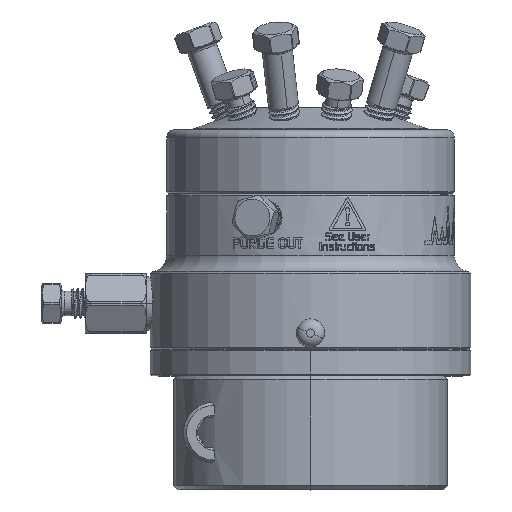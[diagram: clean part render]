
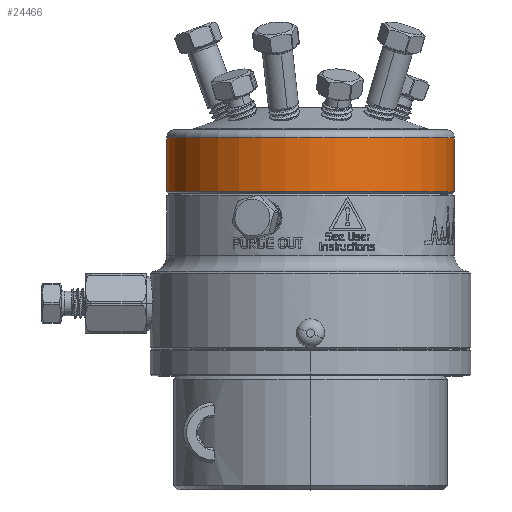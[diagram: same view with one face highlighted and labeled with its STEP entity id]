
A CAD part, top view. The second image highlights one B-rep face of the part: STEP entity #24466.
In plain terms, the highlighted cylindrical face has radius 22.479 mm (diameter 44.958 mm), a partial arc.
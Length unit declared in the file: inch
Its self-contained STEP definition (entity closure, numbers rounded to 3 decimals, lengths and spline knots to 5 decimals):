
#655 = ORIENTED_EDGE ( 'NONE', *, *, #11706, .F. ) ;
#708 = AXIS2_PLACEMENT_3D ( 'NONE', #90813, #14017, #8459 ) ;
#1004 = VERTEX_POINT ( 'NONE', #28960 ) ;
#1173 = LINE ( 'NONE', #35671, #15587 ) ;
#3513 = DIRECTION ( 'NONE',  ( 0., -1., 0. ) ) ;
#3968 = CARTESIAN_POINT ( 'NONE',  ( 0., 0.34, 0. ) ) ;
#5290 = CARTESIAN_POINT ( 'NONE',  ( 0.885, 0.015, 0. ) ) ;
#7623 = DIRECTION ( 'NONE',  ( 0., -1., 0. ) ) ;
#8459 = DIRECTION ( 'NONE',  ( 1., 0., 0. ) ) ;
#11366 = ORIENTED_EDGE ( 'NONE', *, *, #78830, .T. ) ;
#11706 = EDGE_CURVE ( 'NONE', #1004, #28664, #53109, .T. ) ;
#12206 = CYLINDRICAL_SURFACE ( 'NONE', #20990, 0.885 ) ;
#14017 = DIRECTION ( 'NONE',  ( 0., 1., 0. ) ) ;
#15587 = VECTOR ( 'NONE', #7623, 39.37008 ) ;
#19562 = FACE_OUTER_BOUND ( 'NONE', #86733, .T. ) ;
#20990 = AXIS2_PLACEMENT_3D ( 'NONE', #46682, #62306, #74724 ) ;
#24466 = ADVANCED_FACE ( 'NONE', ( #19562 ), #12206, .T. ) ;
#28664 = VERTEX_POINT ( 'NONE', #50349 ) ;
#28960 = CARTESIAN_POINT ( 'NONE',  ( 0.885, 0.34, 0. ) ) ;
#33818 = AXIS2_PLACEMENT_3D ( 'NONE', #3968, #3513, #38437 ) ;
#34024 = EDGE_CURVE ( 'NONE', #72096, #52410, #1173, .T. ) ;
#35671 = CARTESIAN_POINT ( 'NONE',  ( -0.885, 0.015, 0. ) ) ;
#38437 = DIRECTION ( 'NONE',  ( 1., 0., 0. ) ) ;
#40932 = VECTOR ( 'NONE', #47575, 39.37008 ) ;
#41814 = CIRCLE ( 'NONE', #708, 0.885 ) ;
#44420 = EDGE_CURVE ( 'NONE', #52410, #28664, #41814, .T. ) ;
#46682 = CARTESIAN_POINT ( 'NONE',  ( 0., 0.015, 0. ) ) ;
#47575 = DIRECTION ( 'NONE',  ( 0., -1., 0. ) ) ;
#48799 = CARTESIAN_POINT ( 'NONE',  ( -0.885, 0.01, 0. ) ) ;
#50349 = CARTESIAN_POINT ( 'NONE',  ( 0.885, 0.01, 0. ) ) ;
#52410 = VERTEX_POINT ( 'NONE', #48799 ) ;
#53109 = LINE ( 'NONE', #5290, #40932 ) ;
#55288 = ORIENTED_EDGE ( 'NONE', *, *, #34024, .T. ) ;
#59159 = ORIENTED_EDGE ( 'NONE', *, *, #44420, .T. ) ;
#59275 = CARTESIAN_POINT ( 'NONE',  ( -0.885, 0.34, 0. ) ) ;
#62306 = DIRECTION ( 'NONE',  ( 0., -1., 0. ) ) ;
#72096 = VERTEX_POINT ( 'NONE', #59275 ) ;
#74724 = DIRECTION ( 'NONE',  ( 1., 0., 0. ) ) ;
#78830 = EDGE_CURVE ( 'NONE', #1004, #72096, #89620, .T. ) ;
#86733 = EDGE_LOOP ( 'NONE', ( #11366, #55288, #59159, #655 ) ) ;
#89620 = CIRCLE ( 'NONE', #33818, 0.885 ) ;
#90813 = CARTESIAN_POINT ( 'NONE',  ( 0., 0.01, 0. ) ) ;
